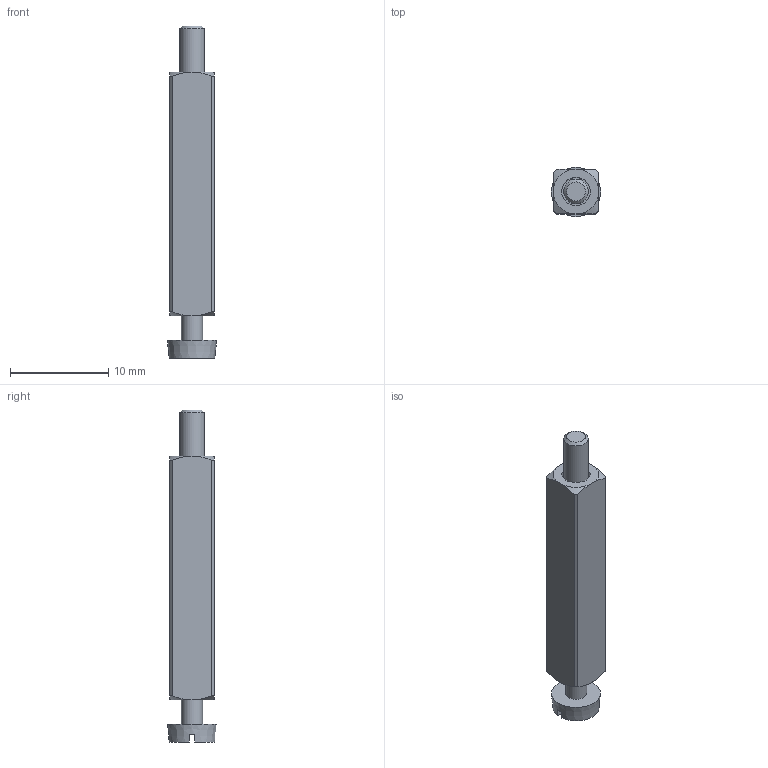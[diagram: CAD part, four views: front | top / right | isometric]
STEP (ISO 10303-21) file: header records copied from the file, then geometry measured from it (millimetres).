
FILE_DESCRIPTION(/* description */ ('STEP AP214'),/* implementation_level */ '2;1');
FILE_NAME(/* name */ '3617046_DADP-AK-Q1-10',/* time_stamp */ '2024-08-12T19:48:56+02:00',/* author */ ('License CC BY-ND 4.0'),/* organization */ ('CADENAS'),/* preprocessor_version */ 'ST-DEVELOPER v19.3',/* originating_system */ 'PARTsolutions',/* authorisation */ ' ');
FILE_SCHEMA (('AUTOMOTIVE_DESIGN {1 0 10303 214 3 1 1}'));
Length unit declared in the file: millimetre
Products named in the file (3): 3617046 DADP-AK-Q1-10; 375100 DSM-10-240-P-A-FF; 709070 F-M2,5X32-8.8
Assembly tree (2 placements, depth 2):
  3617046 DADP-AK-Q1-10
    375100 DSM-10-240-P-A-FF
    709070 F-M2,5X32-8.8
Bounding box: 5 x 5 x 33.8 mm (x, y, z)
Volume: 493.4 mm3; surface area: 979.1 mm2
Topology: 2 solids, 2 shells, 39 faces, 95 edges, 61 vertices
Faces by surface type: plane 21, cone 11, cylinder 7
Full cylindrical faces by diameter (mm): 2.15 x1, 2.5 x1, 2.9 x1
Entity records: 1201 total; most frequent: CARTESIAN_POINT 250, DIRECTION 180, ORIENTED_EDGE 176, EDGE_CURVE 88, AXIS2_PLACEMENT_3D 70, VERTEX_POINT 60, EDGE_LOOP 48, FACE_BOUND 48
